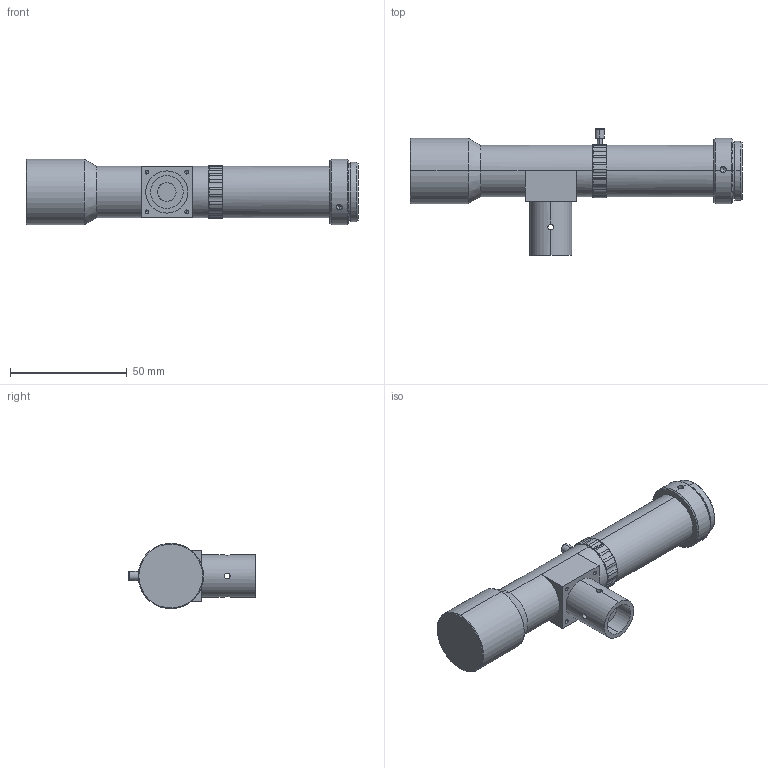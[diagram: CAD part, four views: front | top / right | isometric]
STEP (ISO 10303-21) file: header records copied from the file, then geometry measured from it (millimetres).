
FILE_DESCRIPTION (( 'STEP AP203' ), '1' );
FILE_NAME ('WWH10-110CT-G.STEP', '2018-11-26T01:43:37', ( '' ), ( '' ), 'SwSTEP 2.0', 'SolidWorks 2012', '' );
FILE_SCHEMA (( 'CONFIG_CONTROL_DESIGN' ));
Length unit declared in the file: millimetre
Products named in the file (1): WWH10-110CT-G
Bounding box: 142.2 x 54.1 x 28 mm (x, y, z)
Volume: 68958.4 mm3; surface area: 15010.5 mm2
Topology: 1 solids, 1 shells, 185 faces, 480 edges, 295 vertices
Faces by surface type: cylinder 96, cone 48, plane 39, torus 2
Entity records: 6239 total; most frequent: CARTESIAN_POINT 1653, DIRECTION 998, ORIENTED_EDGE 932, EDGE_CURVE 466, AXIS2_PLACEMENT_3D 430, VERTEX_POINT 295, CIRCLE 244, EDGE_LOOP 205
